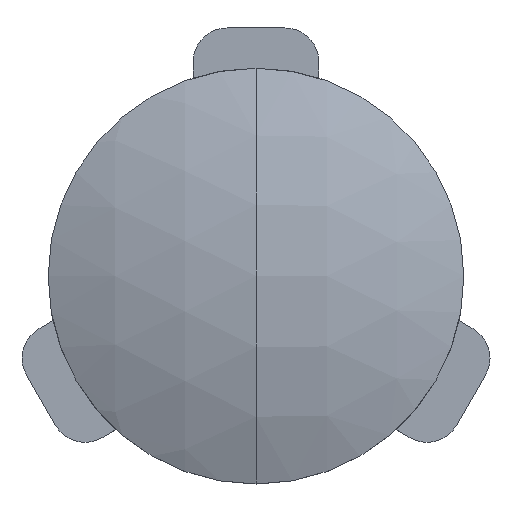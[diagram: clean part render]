
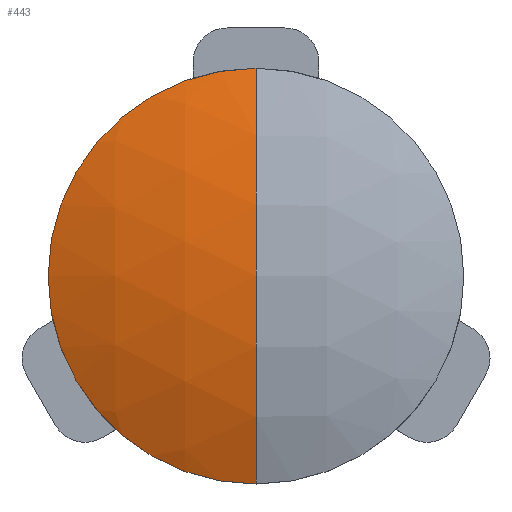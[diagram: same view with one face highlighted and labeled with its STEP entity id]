
A CAD part, top view. The second image highlights one B-rep face of the part: STEP entity #443.
In plain terms, the highlighted spherical face has radius 43.547 mm.
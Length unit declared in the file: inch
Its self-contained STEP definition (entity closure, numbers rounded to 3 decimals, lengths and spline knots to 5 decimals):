
#13 = SPHERICAL_SURFACE ( 'NONE', #785, 1.71445 ) ;
#42 = EDGE_CURVE ( 'NONE', #77, #152, #874, .T. ) ;
#52 = DIRECTION ( 'NONE',  ( 0., -1., 0. ) ) ;
#55 = ORIENTED_EDGE ( 'NONE', *, *, #388, .F. ) ;
#56 = DIRECTION ( 'NONE',  ( -1., 0., 0. ) ) ;
#71 = CARTESIAN_POINT ( 'NONE',  ( -0.66929, 0., 0.03937 ) ) ;
#77 = VERTEX_POINT ( 'NONE', #423 ) ;
#85 = VERTEX_POINT ( 'NONE', #404 ) ;
#94 = ORIENTED_EDGE ( 'NONE', *, *, #617, .T. ) ;
#115 = VERTEX_POINT ( 'NONE', #71 ) ;
#152 = VERTEX_POINT ( 'NONE', #532 ) ;
#159 = EDGE_LOOP ( 'NONE', ( #188, #836, #55, #94 ) ) ;
#167 = CIRCLE ( 'NONE', #844, 0.66929 ) ;
#171 = AXIS2_PLACEMENT_3D ( 'NONE', #351, #557, #269 ) ;
#188 = ORIENTED_EDGE ( 'NONE', *, *, #559, .T. ) ;
#208 = CIRCLE ( 'NONE', #428, 0.66929 ) ;
#269 = DIRECTION ( 'NONE',  ( 0., 0., -1. ) ) ;
#351 = CARTESIAN_POINT ( 'NONE',  ( 0., 0., -1.53905 ) ) ;
#388 = EDGE_CURVE ( 'NONE', #85, #152, #564, .T. ) ;
#404 = CARTESIAN_POINT ( 'NONE',  ( 0., 0.66929, 0.03937 ) ) ;
#423 = CARTESIAN_POINT ( 'NONE',  ( 0., -0.66929, 0.03937 ) ) ;
#428 = AXIS2_PLACEMENT_3D ( 'NONE', #719, #454, #524 ) ;
#443 = ADVANCED_FACE ( 'NONE', ( #444 ), #13, .T. ) ;
#444 = FACE_OUTER_BOUND ( 'NONE', #159, .T. ) ;
#454 = DIRECTION ( 'NONE',  ( 0., 0., 1. ) ) ;
#502 = CARTESIAN_POINT ( 'NONE',  ( 0., 0., -1.53905 ) ) ;
#524 = DIRECTION ( 'NONE',  ( 1., 0., 0. ) ) ;
#532 = CARTESIAN_POINT ( 'NONE',  ( 0., 0., 0.17541 ) ) ;
#557 = DIRECTION ( 'NONE',  ( 1., 0., 0. ) ) ;
#559 = EDGE_CURVE ( 'NONE', #115, #77, #208, .T. ) ;
#564 = CIRCLE ( 'NONE', #171, 1.71445 ) ;
#570 = DIRECTION ( 'NONE',  ( 0., 1., 0. ) ) ;
#580 = CARTESIAN_POINT ( 'NONE',  ( 0., 0., 0.03937 ) ) ;
#617 = EDGE_CURVE ( 'NONE', #85, #115, #167, .T. ) ;
#719 = CARTESIAN_POINT ( 'NONE',  ( 0., 0., 0.03937 ) ) ;
#763 = DIRECTION ( 'NONE',  ( -1., 0., 0. ) ) ;
#774 = AXIS2_PLACEMENT_3D ( 'NONE', #816, #56, #52 ) ;
#778 = DIRECTION ( 'NONE',  ( 1., 0., 0. ) ) ;
#785 = AXIS2_PLACEMENT_3D ( 'NONE', #502, #763, #570 ) ;
#816 = CARTESIAN_POINT ( 'NONE',  ( 0., 0., -1.53905 ) ) ;
#836 = ORIENTED_EDGE ( 'NONE', *, *, #42, .T. ) ;
#844 = AXIS2_PLACEMENT_3D ( 'NONE', #580, #852, #778 ) ;
#852 = DIRECTION ( 'NONE',  ( 0., 0., 1. ) ) ;
#874 = CIRCLE ( 'NONE', #774, 1.71445 ) ;
